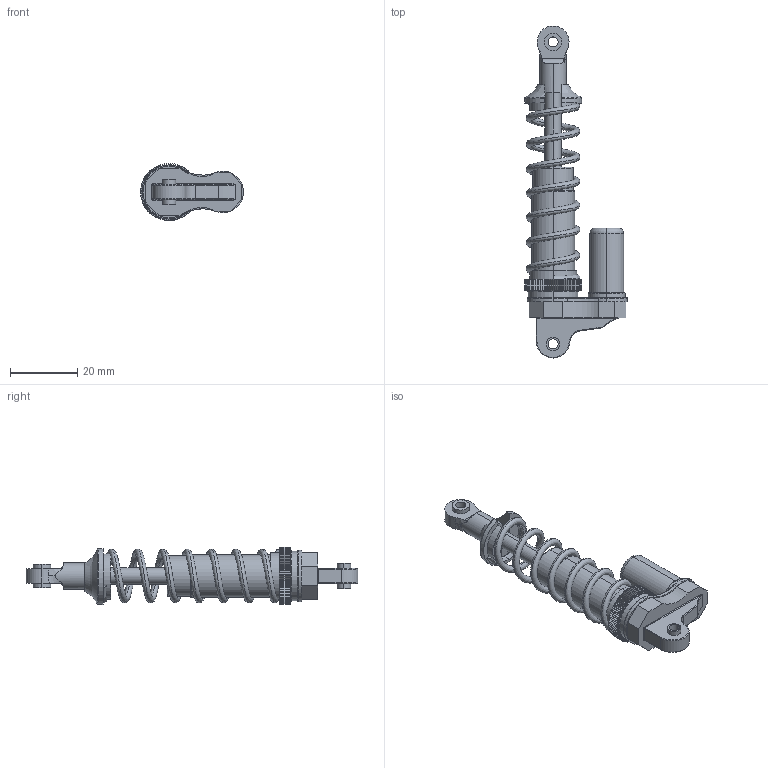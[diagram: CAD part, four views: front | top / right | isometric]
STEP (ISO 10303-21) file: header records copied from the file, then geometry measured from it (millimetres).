
FILE_DESCRIPTION (( 'STEP AP203' ), '1' );
FILE_NAME ('负压90装配体.STEP', '2019-03-11T03:31:42', ( '微软用户' ), ( '微软中国' ), 'SwSTEP 2.0', 'SolidWorks 2016', '' );
FILE_SCHEMA (( 'CONFIG_CONTROL_DESIGN' ));
Length unit declared in the file: millimetre
Products named in the file (5): 蛹揤傷裔; 蛹揤遺殤; 蛹揤90蚾饜极; 蛹揤90粟銅; 蛹揤傷芛
Assembly tree (4 placements, depth 2):
  蛹揤90蚾饜极
    蛹揤遺殤
    蛹揤90粟銅
    蛹揤傷裔
    蛹揤傷芛
Bounding box: 30.67 x 98.95 x 16.99 mm (x, y, z)
Volume: 12471.8 mm3; surface area: 7971.5 mm2
Topology: 4 solids, 4 shells, 699 faces, 1606 edges, 927 vertices
Faces by surface type: cylinder 417, plane 235, torus 26, bspline 21
Entity records: 27395 total; most frequent: CARTESIAN_POINT 12473, ORIENTED_EDGE 3212, DIRECTION 2726, EDGE_CURVE 1606, VECTOR 1024, LINE 1024, VERTEX_POINT 927, AXIS2_PLACEMENT_3D 851
